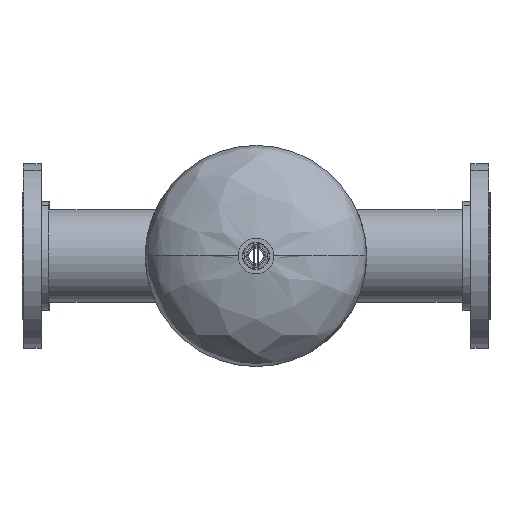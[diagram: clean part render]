
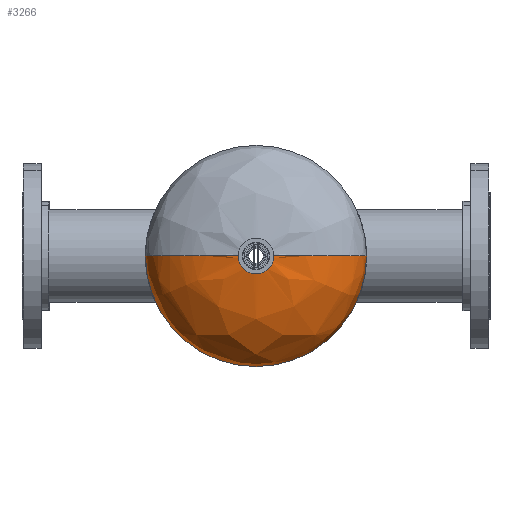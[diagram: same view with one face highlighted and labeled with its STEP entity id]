
A CAD part, front view. The second image highlights one B-rep face of the part: STEP entity #3266.
In plain terms, the highlighted free-form (B-spline) face has degree [3, 3] with [4, 4] control points.
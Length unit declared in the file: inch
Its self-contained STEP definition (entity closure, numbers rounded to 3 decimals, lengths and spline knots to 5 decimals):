
#7 = AXIS2_PLACEMENT_3D ( 'NONE', #5095, #4480, #1415 ) ;
#444 = ORIENTED_EDGE ( 'NONE', *, *, #1374, .F. ) ;
#505 = CARTESIAN_POINT ( 'NONE',  ( 5.375, 2.13, 0. ) ) ;
#545 = CARTESIAN_POINT ( 'NONE',  ( 3.53212, 4.76259, 0. ) ) ;
#640 =( BOUNDED_CURVE ( )  B_SPLINE_CURVE ( 3, ( #3129, #1933, #2494, #2037 ),
 .UNSPECIFIED., .F., .T. ) 
 B_SPLINE_CURVE_WITH_KNOTS ( ( 4, 4 ),
 ( 0., 1.4308 ),
 .UNSPECIFIED. ) 
 CURVE ( )  GEOMETRIC_REPRESENTATION_ITEM ( )  RATIONAL_B_SPLINE_CURVE ( ( 1., 0.837, 0.837, 1. ) ) 
 REPRESENTATION_ITEM ( '' )  );
#840 = DIRECTION ( 'NONE',  ( 0., 1., 0. ) ) ;
#907 = VERTEX_POINT ( 'NONE', #4690 ) ;
#924 = CARTESIAN_POINT ( 'NONE',  ( -5.375, 2.13, 0. ) ) ;
#1044 = CARTESIAN_POINT ( 'NONE',  ( -0.75, 4.97192, 0. ) ) ;
#1374 = EDGE_CURVE ( 'NONE', #1747, #2622, #3059, .T. ) ;
#1415 = DIRECTION ( 'NONE',  ( 1., 0., 0. ) ) ;
#1477 = EDGE_CURVE ( 'NONE', #1508, #907, #1593, .T. ) ;
#1508 = VERTEX_POINT ( 'NONE', #3941 ) ;
#1593 = CIRCLE ( 'NONE', #7, 5.375 ) ;
#1713 = CARTESIAN_POINT ( 'NONE',  ( 5.375, 3.6302, 0. ) ) ;
#1747 = VERTEX_POINT ( 'NONE', #6195 ) ;
#1933 = CARTESIAN_POINT ( 'NONE',  ( 5.375, 3.6302, 0. ) ) ;
#2037 = CARTESIAN_POINT ( 'NONE',  ( 0.75, 4.97192, 0. ) ) ;
#2207 = CARTESIAN_POINT ( 'NONE',  ( 0.75, 4.97192, 0. ) ) ;
#2218 = CARTESIAN_POINT ( 'NONE',  ( 5.375, 2.13, -10.75 ) ) ;
#2256 = CARTESIAN_POINT ( 'NONE',  ( -0.75, 4.97192, -1.5 ) ) ;
#2494 = CARTESIAN_POINT ( 'NONE',  ( 3.53212, 4.76259, 0. ) ) ;
#2622 = VERTEX_POINT ( 'NONE', #5100 ) ;
#2704 = CARTESIAN_POINT ( 'NONE',  ( 0.75, 4.97192, 0. ) ) ;
#2757 = AXIS2_PLACEMENT_3D ( 'NONE', #4470, #6047, #6701 ) ;
#3059 = CIRCLE ( 'NONE', #3391, 0.75 ) ;
#3124 = ORIENTED_EDGE ( 'NONE', *, *, #1477, .F. ) ;
#3129 = CARTESIAN_POINT ( 'NONE',  ( 5.375, 2.13, 0. ) ) ;
#3266 = ADVANCED_FACE ( 'NONE', ( #5468 ), #4024, .T. ) ;
#3334 = CARTESIAN_POINT ( 'NONE',  ( 3.53212, 4.76259, -7.06424 ) ) ;
#3391 = AXIS2_PLACEMENT_3D ( 'NONE', #5653, #840, #5715 ) ;
#3552 = EDGE_CURVE ( 'NONE', #4619, #1747, #6136, .T. ) ;
#3642 = ORIENTED_EDGE ( 'NONE', *, *, #4300, .T. ) ;
#3868 = EDGE_CURVE ( 'NONE', #907, #4619, #640, .T. ) ;
#3941 = CARTESIAN_POINT ( 'NONE',  ( -5.375, 2.13, 0. ) ) ;
#4024 =( BOUNDED_SURFACE ( )  B_SPLINE_SURFACE ( 3, 3, ( 
 ( #4326, #6456, #2218, #505 ),
 ( #4840, #4358, #6497, #1713 ),
 ( #6427, #5504, #3334, #545 ),
 ( #1044, #2256, #4984, #2704 ) ),
 .UNSPECIFIED., .F., .F., .F. ) 
 B_SPLINE_SURFACE_WITH_KNOTS ( ( 4, 4 ),
 ( 4, 4 ),
 ( 0., 1. ),
 ( 0., 1. ),
 .UNSPECIFIED. ) 
 GEOMETRIC_REPRESENTATION_ITEM ( )  RATIONAL_B_SPLINE_SURFACE ( (
 ( 1., 0.333, 0.333, 1.),
 ( 0.837, 0.279, 0.279, 0.837),
 ( 0.837, 0.279, 0.279, 0.837),
 ( 1., 0.333, 0.333, 1.) ) ) 
 REPRESENTATION_ITEM ( '' )  SURFACE ( )  );
#4208 = CARTESIAN_POINT ( 'NONE',  ( -0.75, 4.97192, 0. ) ) ;
#4300 = EDGE_CURVE ( 'NONE', #1508, #2622, #4723, .T. ) ;
#4326 = CARTESIAN_POINT ( 'NONE',  ( -5.375, 2.13, 0. ) ) ;
#4358 = CARTESIAN_POINT ( 'NONE',  ( -5.375, 3.6302, -10.75 ) ) ;
#4470 = CARTESIAN_POINT ( 'NONE',  ( 0., 4.97192, 0. ) ) ;
#4480 = DIRECTION ( 'NONE',  ( 0., -1., 0. ) ) ;
#4619 = VERTEX_POINT ( 'NONE', #2207 ) ;
#4674 = CARTESIAN_POINT ( 'NONE',  ( -5.375, 3.6302, 0. ) ) ;
#4690 = CARTESIAN_POINT ( 'NONE',  ( 5.375, 2.13, 0. ) ) ;
#4723 =( BOUNDED_CURVE ( )  B_SPLINE_CURVE ( 3, ( #924, #4674, #5725, #4208 ),
 .UNSPECIFIED., .F., .T. ) 
 B_SPLINE_CURVE_WITH_KNOTS ( ( 4, 4 ),
 ( 0., 1.4308 ),
 .UNSPECIFIED. ) 
 CURVE ( )  GEOMETRIC_REPRESENTATION_ITEM ( )  RATIONAL_B_SPLINE_CURVE ( ( 1., 0.837, 0.837, 1. ) ) 
 REPRESENTATION_ITEM ( '' )  );
#4757 = EDGE_LOOP ( 'NONE', ( #3124, #3642, #444, #6076, #6806 ) ) ;
#4840 = CARTESIAN_POINT ( 'NONE',  ( -5.375, 3.6302, 0. ) ) ;
#4984 = CARTESIAN_POINT ( 'NONE',  ( 0.75, 4.97192, -1.5 ) ) ;
#5095 = CARTESIAN_POINT ( 'NONE',  ( 0., 2.13, 0. ) ) ;
#5100 = CARTESIAN_POINT ( 'NONE',  ( -0.75, 4.97192, 0. ) ) ;
#5468 = FACE_OUTER_BOUND ( 'NONE', #4757, .T. ) ;
#5504 = CARTESIAN_POINT ( 'NONE',  ( -3.53212, 4.76259, -7.06424 ) ) ;
#5653 = CARTESIAN_POINT ( 'NONE',  ( 0., 4.97192, 0. ) ) ;
#5715 = DIRECTION ( 'NONE',  ( 1., 0., 0. ) ) ;
#5725 = CARTESIAN_POINT ( 'NONE',  ( -3.53212, 4.76259, 0. ) ) ;
#6047 = DIRECTION ( 'NONE',  ( 0., 1., 0. ) ) ;
#6076 = ORIENTED_EDGE ( 'NONE', *, *, #3552, .F. ) ;
#6136 = CIRCLE ( 'NONE', #2757, 0.75 ) ;
#6195 = CARTESIAN_POINT ( 'NONE',  ( 0., 4.97192, -0.75 ) ) ;
#6427 = CARTESIAN_POINT ( 'NONE',  ( -3.53212, 4.76259, 0. ) ) ;
#6456 = CARTESIAN_POINT ( 'NONE',  ( -5.375, 2.13, -10.75 ) ) ;
#6497 = CARTESIAN_POINT ( 'NONE',  ( 5.375, 3.6302, -10.75 ) ) ;
#6701 = DIRECTION ( 'NONE',  ( 1., 0., 0. ) ) ;
#6806 = ORIENTED_EDGE ( 'NONE', *, *, #3868, .F. ) ;
